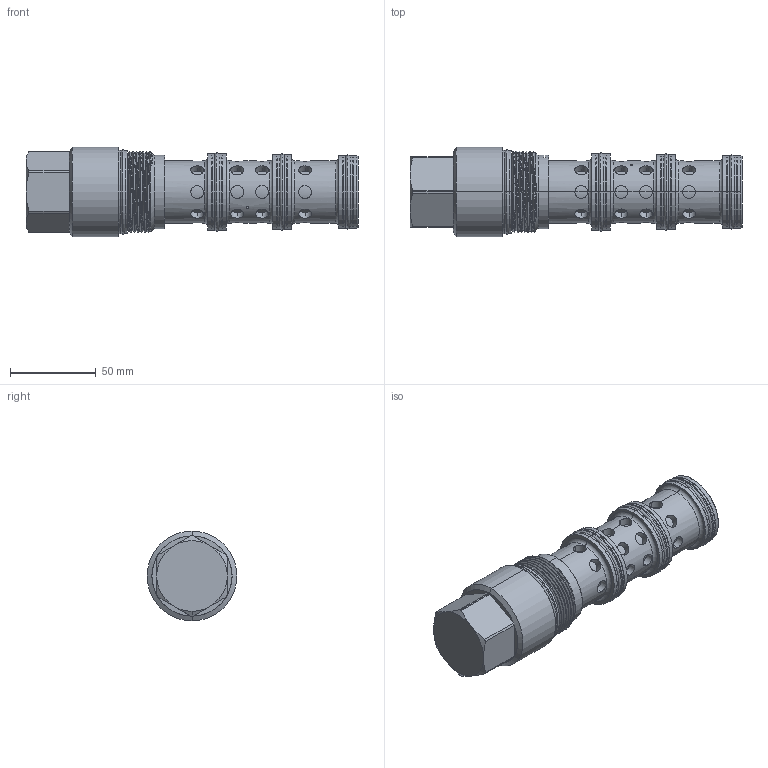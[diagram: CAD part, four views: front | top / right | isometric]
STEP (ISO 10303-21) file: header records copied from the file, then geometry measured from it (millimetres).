
FILE_DESCRIPTION (( 'STEP AP203' ), '1' );
FILE_NAME ('DQ34A40-N.STEP', '2020-04-15T07:36:53', ( '' ), ( '' ), 'SwSTEP 2.0', 'SolidWorks 2018', '' );
FILE_SCHEMA (( 'CONFIG_CONTROL_DESIGN' ));
Length unit declared in the file: millimetre
Products named in the file (1): DQ34A40-N
Bounding box: 193.78 x 52.37 x 52.37 mm (x, y, z)
Volume: 260785.1 mm3; surface area: 48698.1 mm2
Topology: 7 solids, 7 shells, 290 faces, 639 edges, 408 vertices
Faces by surface type: cylinder 187, plane 46, torus 30, cone 24, bspline 3
Entity records: 13719 total; most frequent: CARTESIAN_POINT 7475, ORIENTED_EDGE 1278, DIRECTION 1232, EDGE_CURVE 639, AXIS2_PLACEMENT_3D 518, VERTEX_POINT 408, EDGE_LOOP 347, FACE_OUTER_BOUND 290
